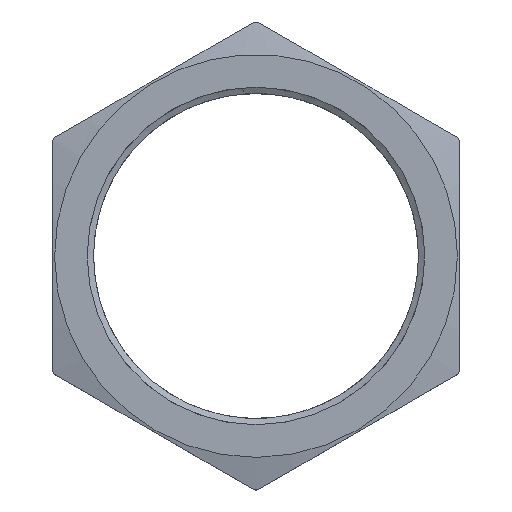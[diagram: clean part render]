
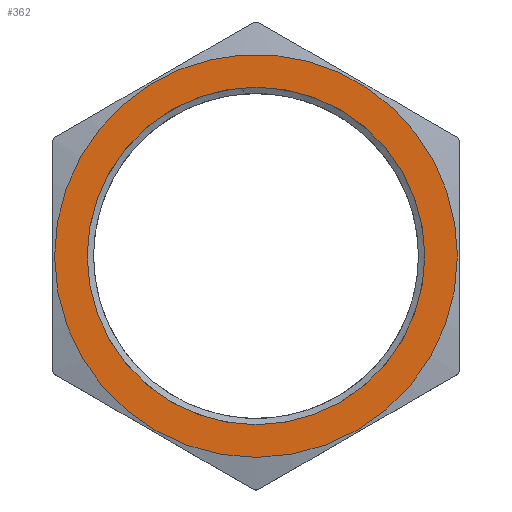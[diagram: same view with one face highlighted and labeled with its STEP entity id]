
A CAD part, top view. The second image highlights one B-rep face of the part: STEP entity #362.
In plain terms, the highlighted planar face has unit normal (0, 0, 1).
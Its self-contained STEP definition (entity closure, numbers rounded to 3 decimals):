
#18=FACE_BOUND('',#112,.T.);
#42=PLANE('',#405);
#44=CIRCLE('',#382,24.75);
#59=CIRCLE('',#406,20.741);
#87=FACE_OUTER_BOUND('',#111,.T.);
#111=EDGE_LOOP('',(#334));
#112=EDGE_LOOP('',(#335));
#185=VERTEX_POINT('',#1127);
#187=VERTEX_POINT('',#1153);
#223=EDGE_CURVE('',#185,#185,#44,.T.);
#238=EDGE_CURVE('',#187,#187,#59,.T.);
#334=ORIENTED_EDGE('',*,*,#223,.F.);
#335=ORIENTED_EDGE('',*,*,#238,.T.);
#362=ADVANCED_FACE('',(#87,#18),#42,.T.);
#382=AXIS2_PLACEMENT_3D('',#1128,#446,#447);
#405=AXIS2_PLACEMENT_3D('',#1152,#492,#493);
#406=AXIS2_PLACEMENT_3D('',#1154,#494,#495);
#446=DIRECTION('center_axis',(0.,0.,-1.));
#447=DIRECTION('ref_axis',(-1.,0.,0.));
#492=DIRECTION('center_axis',(0.,0.,1.));
#493=DIRECTION('ref_axis',(1.,0.,0.));
#494=DIRECTION('center_axis',(0.,0.,-1.));
#495=DIRECTION('ref_axis',(-1.,0.,0.));
#1127=CARTESIAN_POINT('',(24.75,0.,5.25));
#1128=CARTESIAN_POINT('Origin',(0.,0.,5.25));
#1152=CARTESIAN_POINT('Origin',(24.898,-14.375,5.25));
#1153=CARTESIAN_POINT('',(20.741,0.,5.25));
#1154=CARTESIAN_POINT('Origin',(0.,0.,5.25));
